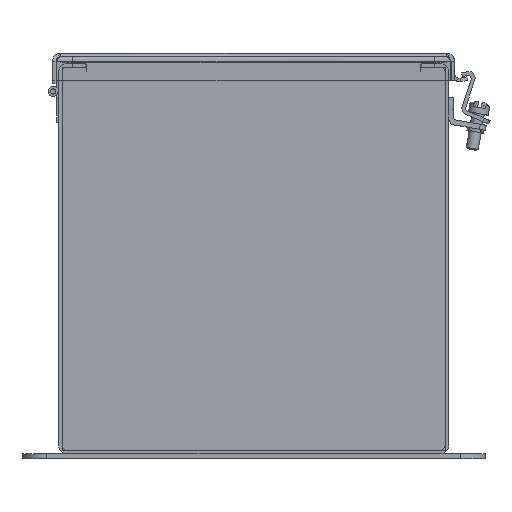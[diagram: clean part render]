
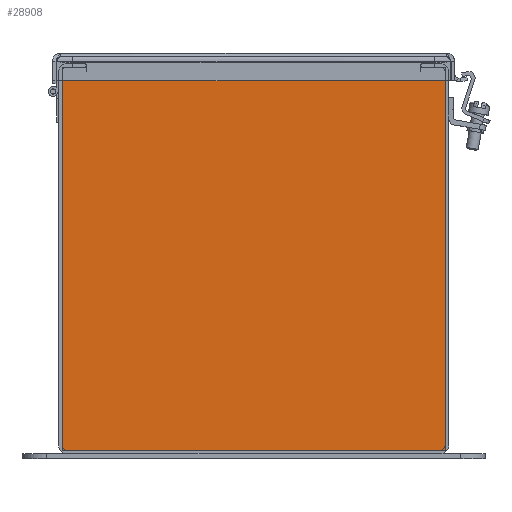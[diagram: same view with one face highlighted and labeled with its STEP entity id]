
A CAD part, left-side view. The second image highlights one B-rep face of the part: STEP entity #28908.
In plain terms, the highlighted planar face has unit normal (-1, 0, 0).
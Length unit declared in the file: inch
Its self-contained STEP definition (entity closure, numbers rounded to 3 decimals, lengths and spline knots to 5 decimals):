
#728 = VECTOR ( 'NONE', #11481, 39.37008 ) ;
#838 = DIRECTION ( 'NONE',  ( 0., 1., 0. ) ) ;
#1097 = LINE ( 'NONE', #5102, #10123 ) ;
#1291 = VECTOR ( 'NONE', #8575, 39.37008 ) ;
#1310 = CARTESIAN_POINT ( 'NONE',  ( -30., 3.4277, 2.75 ) ) ;
#1830 = EDGE_CURVE ( 'NONE', #23920, #8001, #43718, .T. ) ;
#2620 = CARTESIAN_POINT ( 'NONE',  ( -30., -3.4277, 6.676 ) ) ;
#2648 = CARTESIAN_POINT ( 'NONE',  ( -30., 3.926, 6.676 ) ) ;
#3583 = EDGE_CURVE ( 'NONE', #8383, #32714, #7807, .T. ) ;
#4159 = CARTESIAN_POINT ( 'NONE',  ( -30., -3.4275, 6.58205 ) ) ;
#4564 = AXIS2_PLACEMENT_3D ( 'NONE', #8276, #28338, #27275 ) ;
#4710 = ORIENTED_EDGE ( 'NONE', *, *, #51700, .F. ) ;
#5021 = EDGE_CURVE ( 'NONE', #17777, #8383, #9818, .T. ) ;
#5102 = CARTESIAN_POINT ( 'NONE',  ( -30., 0., 6.676 ) ) ;
#5559 = DIRECTION ( 'NONE',  ( 0., -1., 0. ) ) ;
#6108 = VERTEX_POINT ( 'NONE', #52555 ) ;
#6574 = CARTESIAN_POINT ( 'NONE',  ( -30., -3.926, 2.75 ) ) ;
#7402 = CARTESIAN_POINT ( 'NONE',  ( -30., 3.4277, 6.58205 ) ) ;
#7710 = DIRECTION ( 'NONE',  ( 0., -1., 0. ) ) ;
#7807 = LINE ( 'NONE', #47617, #728 ) ;
#7874 = ORIENTED_EDGE ( 'NONE', *, *, #49005, .F. ) ;
#8001 = VERTEX_POINT ( 'NONE', #2620 ) ;
#8276 = CARTESIAN_POINT ( 'NONE',  ( -30., 0., 2.75 ) ) ;
#8316 = CARTESIAN_POINT ( 'NONE',  ( -30., -3.926, 6.676 ) ) ;
#8383 = VERTEX_POINT ( 'NONE', #38325 ) ;
#8435 = ORIENTED_EDGE ( 'NONE', *, *, #44711, .F. ) ;
#8575 = DIRECTION ( 'NONE',  ( 0., 0., -1. ) ) ;
#8754 = EDGE_CURVE ( 'NONE', #44652, #17777, #15019, .T. ) ;
#9271 = LINE ( 'NONE', #16910, #50359 ) ;
#9550 = LINE ( 'NONE', #21207, #14907 ) ;
#9801 = VECTOR ( 'NONE', #25287, 39.37008 ) ;
#9818 = LINE ( 'NONE', #21475, #15244 ) ;
#10123 = VECTOR ( 'NONE', #17776, 39.37008 ) ;
#11481 = DIRECTION ( 'NONE',  ( 0., 0., 1. ) ) ;
#12531 = VERTEX_POINT ( 'NONE', #16954 ) ;
#12882 = CARTESIAN_POINT ( 'NONE',  ( -30., -3.4275, 6.58225 ) ) ;
#14907 = VECTOR ( 'NONE', #5559, 39.37008 ) ;
#15019 = LINE ( 'NONE', #6574, #45802 ) ;
#15244 = VECTOR ( 'NONE', #45923, 39.37008 ) ;
#15320 = VERTEX_POINT ( 'NONE', #12882 ) ;
#15512 = VECTOR ( 'NONE', #838, 39.37008 ) ;
#15715 = EDGE_CURVE ( 'NONE', #6108, #46799, #41217, .T. ) ;
#15774 = ORIENTED_EDGE ( 'NONE', *, *, #19084, .T. ) ;
#16195 = EDGE_CURVE ( 'NONE', #8001, #44652, #26977, .T. ) ;
#16268 = ORIENTED_EDGE ( 'NONE', *, *, #16195, .F. ) ;
#16910 = CARTESIAN_POINT ( 'NONE',  ( -30., 3.4275, 6.676 ) ) ;
#16954 = CARTESIAN_POINT ( 'NONE',  ( -30., 3.4277, 6.676 ) ) ;
#17776 = DIRECTION ( 'NONE',  ( 0., -1., 0. ) ) ;
#17777 = VERTEX_POINT ( 'NONE', #37288 ) ;
#19084 = EDGE_CURVE ( 'NONE', #23938, #15320, #38021, .T. ) ;
#20125 = PLANE ( 'NONE',  #4564 ) ;
#21142 = ORIENTED_EDGE ( 'NONE', *, *, #15715, .T. ) ;
#21207 = CARTESIAN_POINT ( 'NONE',  ( -30., 0., 6.58225 ) ) ;
#21475 = CARTESIAN_POINT ( 'NONE',  ( -30., 0., -1.176 ) ) ;
#21847 = ORIENTED_EDGE ( 'NONE', *, *, #1830, .F. ) ;
#22242 = ORIENTED_EDGE ( 'NONE', *, *, #3583, .F. ) ;
#22625 = EDGE_CURVE ( 'NONE', #23920, #23938, #31970, .T. ) ;
#23920 = VERTEX_POINT ( 'NONE', #24349 ) ;
#23938 = VERTEX_POINT ( 'NONE', #4159 ) ;
#23976 = ORIENTED_EDGE ( 'NONE', *, *, #42841, .T. ) ;
#24349 = CARTESIAN_POINT ( 'NONE',  ( -30., -3.4277, 6.58205 ) ) ;
#25287 = DIRECTION ( 'NONE',  ( 0., 0., 1. ) ) ;
#26568 = VECTOR ( 'NONE', #7710, 39.37008 ) ;
#26977 = LINE ( 'NONE', #40303, #26568 ) ;
#27275 = DIRECTION ( 'NONE',  ( 0., 1., 0. ) ) ;
#27491 = VERTEX_POINT ( 'NONE', #31364 ) ;
#28338 = DIRECTION ( 'NONE',  ( 1., 0., 0. ) ) ;
#28908 = ADVANCED_FACE ( 'NONE', ( #36330 ), #20125, .F. ) ;
#29779 = CARTESIAN_POINT ( 'NONE',  ( -30., -3.4275, 6.58205 ) ) ;
#31364 = CARTESIAN_POINT ( 'NONE',  ( -30., 3.4275, 6.58225 ) ) ;
#31970 = LINE ( 'NONE', #44735, #36303 ) ;
#32714 = VERTEX_POINT ( 'NONE', #2648 ) ;
#33034 = DIRECTION ( 'NONE',  ( 0., 0., 1. ) ) ;
#36303 = VECTOR ( 'NONE', #44207, 39.37008 ) ;
#36330 = FACE_OUTER_BOUND ( 'NONE', #51480, .T. ) ;
#37101 = DIRECTION ( 'NONE',  ( 0., 0., -1. ) ) ;
#37288 = CARTESIAN_POINT ( 'NONE',  ( -30., -3.926, -1.176 ) ) ;
#37720 = CARTESIAN_POINT ( 'NONE',  ( -30., 3.4275, 6.58205 ) ) ;
#38021 = LINE ( 'NONE', #29779, #9801 ) ;
#38325 = CARTESIAN_POINT ( 'NONE',  ( -30., 3.926, -1.176 ) ) ;
#39747 = DIRECTION ( 'NONE',  ( 0., 0., -1. ) ) ;
#40303 = CARTESIAN_POINT ( 'NONE',  ( -30., 0., 6.676 ) ) ;
#41217 = LINE ( 'NONE', #37720, #15512 ) ;
#42841 = EDGE_CURVE ( 'NONE', #27491, #6108, #9271, .T. ) ;
#43116 = ORIENTED_EDGE ( 'NONE', *, *, #8754, .F. ) ;
#43718 = LINE ( 'NONE', #48766, #51969 ) ;
#44207 = DIRECTION ( 'NONE',  ( 0., 1., 0. ) ) ;
#44652 = VERTEX_POINT ( 'NONE', #8316 ) ;
#44711 = EDGE_CURVE ( 'NONE', #12531, #46799, #44902, .T. ) ;
#44735 = CARTESIAN_POINT ( 'NONE',  ( -30., -3.4277, 6.58205 ) ) ;
#44902 = LINE ( 'NONE', #1310, #1291 ) ;
#45802 = VECTOR ( 'NONE', #39747, 39.37008 ) ;
#45923 = DIRECTION ( 'NONE',  ( 0., 1., 0. ) ) ;
#46799 = VERTEX_POINT ( 'NONE', #7402 ) ;
#47617 = CARTESIAN_POINT ( 'NONE',  ( -30., 3.926, 2.75 ) ) ;
#48699 = ORIENTED_EDGE ( 'NONE', *, *, #22625, .T. ) ;
#48766 = CARTESIAN_POINT ( 'NONE',  ( -30., -3.4277, 2.75 ) ) ;
#49005 = EDGE_CURVE ( 'NONE', #27491, #15320, #9550, .T. ) ;
#50286 = ORIENTED_EDGE ( 'NONE', *, *, #5021, .F. ) ;
#50359 = VECTOR ( 'NONE', #37101, 39.37008 ) ;
#51480 = EDGE_LOOP ( 'NONE', ( #48699, #15774, #7874, #23976, #21142, #8435, #4710, #22242, #50286, #43116, #16268, #21847 ) ) ;
#51700 = EDGE_CURVE ( 'NONE', #32714, #12531, #1097, .T. ) ;
#51969 = VECTOR ( 'NONE', #33034, 39.37008 ) ;
#52555 = CARTESIAN_POINT ( 'NONE',  ( -30., 3.4275, 6.58205 ) ) ;
